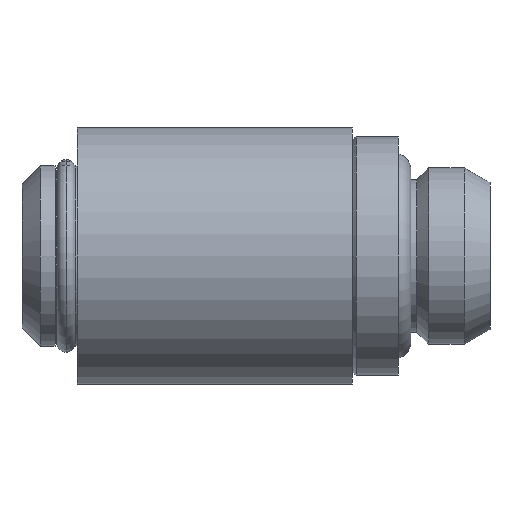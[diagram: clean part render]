
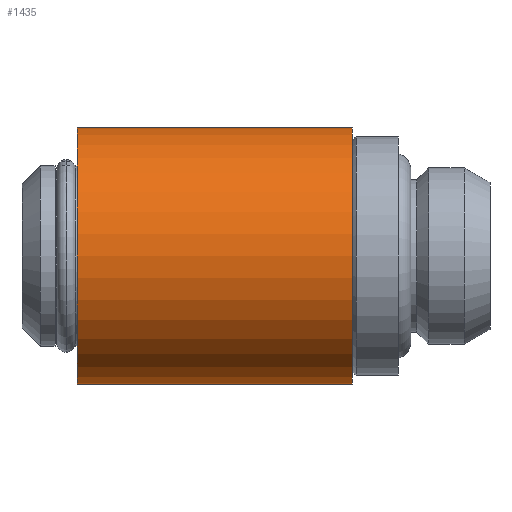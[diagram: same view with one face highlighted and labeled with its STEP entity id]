
A CAD part, left-side view. The second image highlights one B-rep face of the part: STEP entity #1435.
In plain terms, the highlighted cylindrical face has radius 7 mm (diameter 14 mm), a partial arc.
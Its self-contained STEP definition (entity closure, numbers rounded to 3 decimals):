
#56 = DIRECTION ( 'NONE',  ( 0., 1., 0. ) ) ;
#57 = VECTOR ( 'NONE', #56, 1000. ) ;
#58 = CARTESIAN_POINT ( 'NONE',  ( 0., 28.586, 7. ) ) ;
#59 = LINE ( 'NONE', #58, #57 ) ;
#66 = LINE ( 'NONE', #86, #85 ) ;
#70 = CARTESIAN_POINT ( 'NONE',  ( 0., 7.5, 7. ) ) ;
#71 = CARTESIAN_POINT ( 'NONE',  ( 0., 7.5, -7. ) ) ;
#82 = CARTESIAN_POINT ( 'NONE',  ( 0., 22.5, -7. ) ) ;
#84 = DIRECTION ( 'NONE',  ( 0., 1., 0. ) ) ;
#85 = VECTOR ( 'NONE', #84, 1000. ) ;
#86 = CARTESIAN_POINT ( 'NONE',  ( 0., 28.586, -7. ) ) ;
#107 = FACE_OUTER_BOUND ( 'NONE', #1439, .T. ) ;
#161 = DIRECTION ( 'NONE',  ( 0., 1., 0. ) ) ;
#164 = DIRECTION ( 'NONE',  ( 0., 0., 1. ) ) ;
#167 = CARTESIAN_POINT ( 'NONE',  ( 0., 28.586, 0. ) ) ;
#170 = CYLINDRICAL_SURFACE ( 'NONE', #172, 7. ) ;
#172 = AXIS2_PLACEMENT_3D ( 'NONE', #167, #161, #164 ) ;
#244 = CIRCLE ( 'NONE', #258, 7. ) ;
#253 = DIRECTION ( 'NONE',  ( 0., 0., 1. ) ) ;
#254 = DIRECTION ( 'NONE',  ( 0., 1., 0. ) ) ;
#257 = CARTESIAN_POINT ( 'NONE',  ( 0., 22.5, 0. ) ) ;
#258 = AXIS2_PLACEMENT_3D ( 'NONE', #257, #254, #253 ) ;
#1241 = EDGE_CURVE ( 'NONE', #1353, #1340, #2663, .T. ) ;
#1325 = VERTEX_POINT ( 'NONE', #2987 ) ;
#1340 = VERTEX_POINT ( 'NONE', #71 ) ;
#1345 = VERTEX_POINT ( 'NONE', #82 ) ;
#1347 = EDGE_CURVE ( 'NONE', #1340, #1345, #66, .T. ) ;
#1353 = VERTEX_POINT ( 'NONE', #70 ) ;
#1365 = EDGE_CURVE ( 'NONE', #1353, #1325, #59, .T. ) ;
#1404 = ORIENTED_EDGE ( 'NONE', *, *, #1347, .F. ) ;
#1405 = ORIENTED_EDGE ( 'NONE', *, *, #1365, .T. ) ;
#1430 = ORIENTED_EDGE ( 'NONE', *, *, #1241, .F. ) ;
#1431 = ORIENTED_EDGE ( 'NONE', *, *, #1441, .F. ) ;
#1435 = ADVANCED_FACE ( 'NONE', ( #107 ), #170, .T. ) ;
#1439 = EDGE_LOOP ( 'NONE', ( #1404, #1430, #1405, #1431 ) ) ;
#1441 = EDGE_CURVE ( 'NONE', #1345, #1325, #244, .T. ) ;
#2663 = CIRCLE ( 'NONE', #2671, 7. ) ;
#2666 = DIRECTION ( 'NONE',  ( 0., 0., -1. ) ) ;
#2670 = CARTESIAN_POINT ( 'NONE',  ( 0., 7.5, 0. ) ) ;
#2671 = AXIS2_PLACEMENT_3D ( 'NONE', #2670, #2673, #2666 ) ;
#2673 = DIRECTION ( 'NONE',  ( 0., -1., 0. ) ) ;
#2987 = CARTESIAN_POINT ( 'NONE',  ( 0., 22.5, 7. ) ) ;
